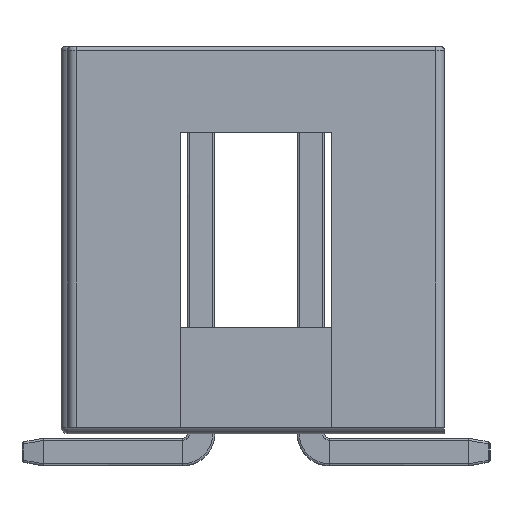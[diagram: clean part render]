
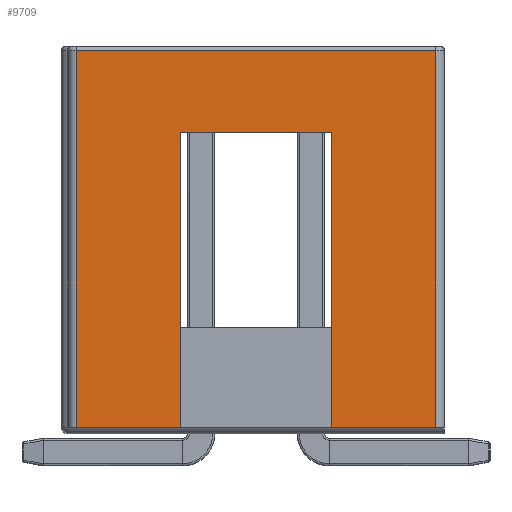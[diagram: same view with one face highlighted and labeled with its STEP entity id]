
A CAD part, left-side view. The second image highlights one B-rep face of the part: STEP entity #9709.
In plain terms, the highlighted planar face has unit normal (-1, 0, 0).
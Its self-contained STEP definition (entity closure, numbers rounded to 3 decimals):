
#65 = LINE ( 'NONE', #23570, #21518 ) ;
#293 = DIRECTION ( 'NONE',  ( 0., -1., 0. ) ) ;
#1386 = VECTOR ( 'NONE', #293, 1000. ) ;
#1464 = LINE ( 'NONE', #24969, #21578 ) ;
#2439 = VECTOR ( 'NONE', #13632, 1000. ) ;
#2490 = VECTOR ( 'NONE', #6955, 1000. ) ;
#2971 = VERTEX_POINT ( 'NONE', #21864 ) ;
#3652 = ORIENTED_EDGE ( 'NONE', *, *, #7398, .T. ) ;
#3724 = LINE ( 'NONE', #9087, #28597 ) ;
#5893 = CARTESIAN_POINT ( 'NONE',  ( -4.87, -1.75, 6.97 ) ) ;
#6875 = ORIENTED_EDGE ( 'NONE', *, *, #23276, .T. ) ;
#6955 = DIRECTION ( 'NONE',  ( 0., 1., 0. ) ) ;
#7398 = EDGE_CURVE ( 'NONE', #23704, #28293, #1464, .T. ) ;
#8196 = CARTESIAN_POINT ( 'NONE',  ( -4.87, 4.15, 6.97 ) ) ;
#9087 = CARTESIAN_POINT ( 'NONE',  ( -4.87, 4.15, 0.17 ) ) ;
#9582 = FACE_OUTER_BOUND ( 'NONE', #33495, .T. ) ;
#9709 = ADVANCED_FACE ( 'NONE', ( #9582 ), #21363, .F. ) ;
#9814 = LINE ( 'NONE', #15624, #2490 ) ;
#9850 = VECTOR ( 'NONE', #36812, 1000. ) ;
#11889 = ORIENTED_EDGE ( 'NONE', *, *, #17378, .F. ) ;
#11973 = LINE ( 'NONE', #35181, #16223 ) ;
#12076 = ORIENTED_EDGE ( 'NONE', *, *, #37011, .T. ) ;
#12088 = AXIS2_PLACEMENT_3D ( 'NONE', #20317, #14543, #26469 ) ;
#12483 = VERTEX_POINT ( 'NONE', #5893 ) ;
#13174 = VERTEX_POINT ( 'NONE', #34211 ) ;
#13632 = DIRECTION ( 'NONE',  ( 0., -1., 0. ) ) ;
#13770 = CARTESIAN_POINT ( 'NONE',  ( -4.87, 4.15, 8.87 ) ) ;
#14543 = DIRECTION ( 'NONE',  ( 1., 0., 0. ) ) ;
#15447 = DIRECTION ( 'NONE',  ( 0., -1., 0. ) ) ;
#15624 = CARTESIAN_POINT ( 'NONE',  ( -4.87, 4.15, 8.87 ) ) ;
#16223 = VECTOR ( 'NONE', #23381, 1000. ) ;
#16381 = EDGE_CURVE ( 'NONE', #2971, #18146, #9814, .T. ) ;
#16410 = VERTEX_POINT ( 'NONE', #21596 ) ;
#17378 = EDGE_CURVE ( 'NONE', #2971, #13174, #65, .T. ) ;
#18146 = VERTEX_POINT ( 'NONE', #13770 ) ;
#19431 = EDGE_CURVE ( 'NONE', #28293, #12483, #34664, .T. ) ;
#20317 = CARTESIAN_POINT ( 'NONE',  ( -4.87, 4.15, 8.97 ) ) ;
#20368 = LINE ( 'NONE', #31438, #2439 ) ;
#20960 = ORIENTED_EDGE ( 'NONE', *, *, #16381, .T. ) ;
#21155 = ORIENTED_EDGE ( 'NONE', *, *, #28870, .T. ) ;
#21335 = LINE ( 'NONE', #33156, #9850 ) ;
#21363 = PLANE ( 'NONE',  #12088 ) ;
#21518 = VECTOR ( 'NONE', #35928, 1000. ) ;
#21578 = VECTOR ( 'NONE', #36389, 1000. ) ;
#21596 = CARTESIAN_POINT ( 'NONE',  ( -4.87, -1.75, 0.17 ) ) ;
#21702 = CARTESIAN_POINT ( 'NONE',  ( -4.87, 1.75, 6.97 ) ) ;
#21864 = CARTESIAN_POINT ( 'NONE',  ( -4.87, -4.15, 8.87 ) ) ;
#23276 = EDGE_CURVE ( 'NONE', #12483, #16410, #21335, .T. ) ;
#23381 = DIRECTION ( 'NONE',  ( 0., 0., -1. ) ) ;
#23570 = CARTESIAN_POINT ( 'NONE',  ( -4.87, -4.15, 8.97 ) ) ;
#23704 = VERTEX_POINT ( 'NONE', #26043 ) ;
#24969 = CARTESIAN_POINT ( 'NONE',  ( -4.87, 1.75, 8.97 ) ) ;
#25178 = ORIENTED_EDGE ( 'NONE', *, *, #19431, .T. ) ;
#26043 = CARTESIAN_POINT ( 'NONE',  ( -4.87, 1.75, 0.17 ) ) ;
#26469 = DIRECTION ( 'NONE',  ( 0., 0., -1. ) ) ;
#26649 = EDGE_CURVE ( 'NONE', #16410, #13174, #3724, .T. ) ;
#26708 = VERTEX_POINT ( 'NONE', #30936 ) ;
#28293 = VERTEX_POINT ( 'NONE', #21702 ) ;
#28355 = ORIENTED_EDGE ( 'NONE', *, *, #26649, .T. ) ;
#28597 = VECTOR ( 'NONE', #15447, 1000. ) ;
#28870 = EDGE_CURVE ( 'NONE', #18146, #26708, #11973, .T. ) ;
#30936 = CARTESIAN_POINT ( 'NONE',  ( -4.87, 4.15, 0.17 ) ) ;
#31438 = CARTESIAN_POINT ( 'NONE',  ( -4.87, 4.15, 0.17 ) ) ;
#33156 = CARTESIAN_POINT ( 'NONE',  ( -4.87, -1.75, 8.97 ) ) ;
#33495 = EDGE_LOOP ( 'NONE', ( #11889, #20960, #21155, #12076, #3652, #25178, #6875, #28355 ) ) ;
#34211 = CARTESIAN_POINT ( 'NONE',  ( -4.87, -4.15, 0.17 ) ) ;
#34664 = LINE ( 'NONE', #8196, #1386 ) ;
#35181 = CARTESIAN_POINT ( 'NONE',  ( -4.87, 4.15, 8.97 ) ) ;
#35928 = DIRECTION ( 'NONE',  ( 0., 0., -1. ) ) ;
#36389 = DIRECTION ( 'NONE',  ( 0., 0., 1. ) ) ;
#36812 = DIRECTION ( 'NONE',  ( 0., 0., -1. ) ) ;
#37011 = EDGE_CURVE ( 'NONE', #26708, #23704, #20368, .T. ) ;
